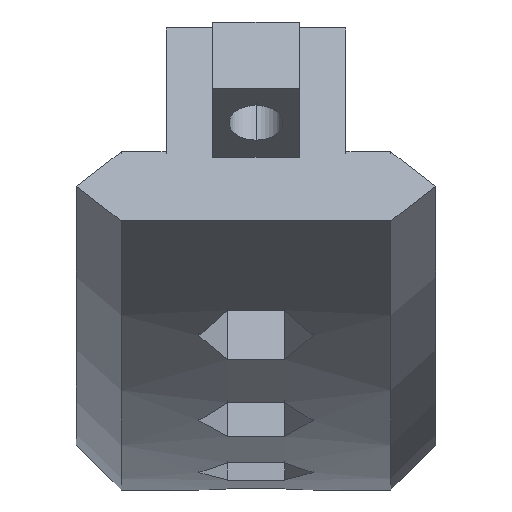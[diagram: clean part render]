
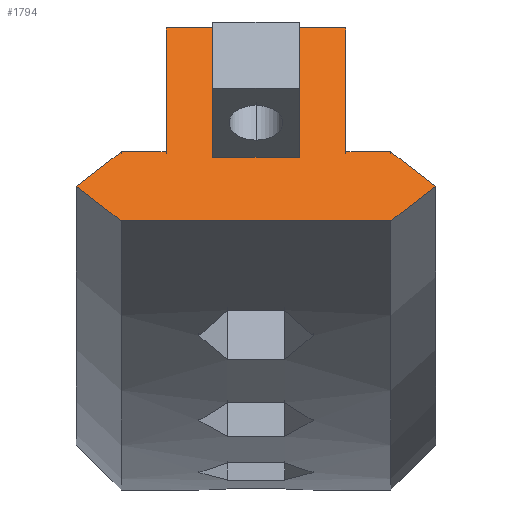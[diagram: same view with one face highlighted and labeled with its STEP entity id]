
A CAD part, left-side view. The second image highlights one B-rep face of the part: STEP entity #1794.
In plain terms, the highlighted planar face has unit normal (-0.766, 0, 0.643).
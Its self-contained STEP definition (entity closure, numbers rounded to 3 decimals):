
#44 = FACE_BOUND ( 'NONE', #2217, .T. ) ;
#56 = VECTOR ( 'NONE', #2606, 1000. ) ;
#61 = ORIENTED_EDGE ( 'NONE', *, *, #3010, .F. ) ;
#90 = CARTESIAN_POINT ( 'NONE',  ( -38.182, -2.4, -45.503 ) ) ;
#92 = DIRECTION ( 'NONE',  ( -0.643, 0., -0.766 ) ) ;
#122 = ORIENTED_EDGE ( 'NONE', *, *, #862, .F. ) ;
#172 = EDGE_LOOP ( 'NONE', ( #2830, #2291, #1300, #2564, #1001, #1359, #2785, #61, #122, #1960 ) ) ;
#192 = EDGE_CURVE ( 'NONE', #733, #1470, #1701, .T. ) ;
#203 = AXIS2_PLACEMENT_3D ( 'NONE', #1033, #1828, #2086 ) ;
#205 = DIRECTION ( 'NONE',  ( 0., -1., 0. ) ) ;
#235 = VECTOR ( 'NONE', #1119, 1000. ) ;
#262 = EDGE_CURVE ( 'NONE', #3514, #2029, #3403, .T. ) ;
#378 = LINE ( 'NONE', #2608, #2841 ) ;
#438 = DIRECTION ( 'NONE',  ( 0.643, 0., 0.766 ) ) ;
#455 = ORIENTED_EDGE ( 'NONE', *, *, #1570, .F. ) ;
#502 = EDGE_CURVE ( 'NONE', #3537, #3514, #3329, .T. ) ;
#534 = CARTESIAN_POINT ( 'NONE',  ( -39.531, 10., -47.112 ) ) ;
#551 = CARTESIAN_POINT ( 'NONE',  ( -41.138, -7.5, -49.027 ) ) ;
#692 = CARTESIAN_POINT ( 'NONE',  ( -32.139, -5., -38.302 ) ) ;
#699 = LINE ( 'NONE', #1873, #3392 ) ;
#709 = VERTEX_POINT ( 'NONE', #2446 ) ;
#723 = VERTEX_POINT ( 'NONE', #2466 ) ;
#733 = VERTEX_POINT ( 'NONE', #534 ) ;
#774 = VERTEX_POINT ( 'NONE', #806 ) ;
#798 = VECTOR ( 'NONE', #92, 1000. ) ;
#806 = CARTESIAN_POINT ( 'NONE',  ( -32.139, -5., -38.302 ) ) ;
#846 = CARTESIAN_POINT ( 'NONE',  ( -39.531, -10., -47.112 ) ) ;
#861 = VECTOR ( 'NONE', #2731, 1000. ) ;
#862 = EDGE_CURVE ( 'NONE', #774, #3468, #1846, .T. ) ;
#879 = CARTESIAN_POINT ( 'NONE',  ( -37.924, 5., -45.197 ) ) ;
#894 = ORIENTED_EDGE ( 'NONE', *, *, #2825, .F. ) ;
#901 = EDGE_CURVE ( 'NONE', #3263, #2899, #3171, .T. ) ;
#938 = LINE ( 'NONE', #3521, #798 ) ;
#952 = VECTOR ( 'NONE', #438, 1000. ) ;
#982 = DIRECTION ( 'NONE',  ( 0., -1., 0. ) ) ;
#998 = LINE ( 'NONE', #3441, #1684 ) ;
#999 = DIRECTION ( 'NONE',  ( -0.643, 0., -0.766 ) ) ;
#1001 = ORIENTED_EDGE ( 'NONE', *, *, #262, .F. ) ;
#1016 = VECTOR ( 'NONE', #2972, 1000. ) ;
#1033 = CARTESIAN_POINT ( 'NONE',  ( 0., 0., 0. ) ) ;
#1074 = LINE ( 'NONE', #2253, #1598 ) ;
#1082 = LINE ( 'NONE', #2454, #861 ) ;
#1096 = CARTESIAN_POINT ( 'NONE',  ( -37.924, -7.5, -45.197 ) ) ;
#1119 = DIRECTION ( 'NONE',  ( 0.455, -0.707, 0.542 ) ) ;
#1151 = FACE_OUTER_BOUND ( 'NONE', #172, .T. ) ;
#1165 = EDGE_CURVE ( 'NONE', #3226, #709, #2009, .T. ) ;
#1238 = CARTESIAN_POINT ( 'NONE',  ( -41.138, -7.5, -49.027 ) ) ;
#1300 = ORIENTED_EDGE ( 'NONE', *, *, #192, .F. ) ;
#1359 = ORIENTED_EDGE ( 'NONE', *, *, #502, .F. ) ;
#1470 = VERTEX_POINT ( 'NONE', #3034 ) ;
#1498 = DIRECTION ( 'NONE',  ( 0.643, 0., 0.766 ) ) ;
#1530 = EDGE_CURVE ( 'NONE', #723, #3226, #1082, .T. ) ;
#1570 = EDGE_CURVE ( 'NONE', #2119, #723, #938, .T. ) ;
#1585 = LINE ( 'NONE', #3477, #2903 ) ;
#1598 = VECTOR ( 'NONE', #3359, 1000. ) ;
#1648 = CARTESIAN_POINT ( 'NONE',  ( -32.139, 5., -38.302 ) ) ;
#1684 = VECTOR ( 'NONE', #2063, 1000. ) ;
#1687 = DIRECTION ( 'NONE',  ( 0., -1., 0. ) ) ;
#1701 = LINE ( 'NONE', #2010, #235 ) ;
#1794 = ADVANCED_FACE ( 'NONE', ( #1151, #44 ), #2315, .F. ) ;
#1822 = VECTOR ( 'NONE', #1498, 1000. ) ;
#1828 = DIRECTION ( 'NONE',  ( 0.766, 0., -0.643 ) ) ;
#1846 = LINE ( 'NONE', #692, #2348 ) ;
#1872 = ORIENTED_EDGE ( 'NONE', *, *, #1165, .F. ) ;
#1873 = CARTESIAN_POINT ( 'NONE',  ( -35.096, -2.4, -41.826 ) ) ;
#1960 = ORIENTED_EDGE ( 'NONE', *, *, #2163, .F. ) ;
#2009 = LINE ( 'NONE', #90, #1822 ) ;
#2010 = CARTESIAN_POINT ( 'NONE',  ( -39.531, 10., -47.112 ) ) ;
#2011 = CARTESIAN_POINT ( 'NONE',  ( -41.138, 7.5, -49.027 ) ) ;
#2029 = VERTEX_POINT ( 'NONE', #2011 ) ;
#2063 = DIRECTION ( 'NONE',  ( -0.455, -0.707, -0.542 ) ) ;
#2086 = DIRECTION ( 'NONE',  ( -0.643, 0., -0.766 ) ) ;
#2119 = VERTEX_POINT ( 'NONE', #2727 ) ;
#2131 = CARTESIAN_POINT ( 'NONE',  ( -37.924, 5., -45.197 ) ) ;
#2163 = EDGE_CURVE ( 'NONE', #2899, #774, #1585, .T. ) ;
#2217 = EDGE_LOOP ( 'NONE', ( #894, #1872, #2752, #455 ) ) ;
#2253 = CARTESIAN_POINT ( 'NONE',  ( -41.138, 7.5, -49.027 ) ) ;
#2254 = CARTESIAN_POINT ( 'NONE',  ( -39.531, -10., -47.112 ) ) ;
#2291 = ORIENTED_EDGE ( 'NONE', *, *, #3082, .F. ) ;
#2315 = PLANE ( 'NONE',  #203 ) ;
#2348 = VECTOR ( 'NONE', #999, 1000. ) ;
#2446 = CARTESIAN_POINT ( 'NONE',  ( -35.096, -2.4, -41.826 ) ) ;
#2454 = CARTESIAN_POINT ( 'NONE',  ( -38.182, -2.4, -45.503 ) ) ;
#2466 = CARTESIAN_POINT ( 'NONE',  ( -38.182, 2.4, -45.503 ) ) ;
#2516 = EDGE_CURVE ( 'NONE', #2029, #733, #1074, .T. ) ;
#2564 = ORIENTED_EDGE ( 'NONE', *, *, #2516, .F. ) ;
#2606 = DIRECTION ( 'NONE',  ( 0., 1., 0. ) ) ;
#2608 = CARTESIAN_POINT ( 'NONE',  ( -37.924, 7.5, -45.197 ) ) ;
#2612 = VECTOR ( 'NONE', #1687, 1000. ) ;
#2727 = CARTESIAN_POINT ( 'NONE',  ( -35.096, 2.4, -41.826 ) ) ;
#2731 = DIRECTION ( 'NONE',  ( 0., -1., 0. ) ) ;
#2752 = ORIENTED_EDGE ( 'NONE', *, *, #1530, .F. ) ;
#2785 = ORIENTED_EDGE ( 'NONE', *, *, #3083, .F. ) ;
#2825 = EDGE_CURVE ( 'NONE', #709, #2119, #699, .T. ) ;
#2830 = ORIENTED_EDGE ( 'NONE', *, *, #901, .F. ) ;
#2841 = VECTOR ( 'NONE', #982, 1000. ) ;
#2899 = VERTEX_POINT ( 'NONE', #1648 ) ;
#2903 = VECTOR ( 'NONE', #205, 1000. ) ;
#2972 = DIRECTION ( 'NONE',  ( -0.455, 0.707, -0.542 ) ) ;
#2980 = DIRECTION ( 'NONE',  ( 0., 1., 0. ) ) ;
#3010 = EDGE_CURVE ( 'NONE', #3468, #3232, #3320, .T. ) ;
#3034 = CARTESIAN_POINT ( 'NONE',  ( -37.924, 7.5, -45.197 ) ) ;
#3072 = CARTESIAN_POINT ( 'NONE',  ( -37.924, -5., -45.197 ) ) ;
#3082 = EDGE_CURVE ( 'NONE', #1470, #3263, #378, .T. ) ;
#3083 = EDGE_CURVE ( 'NONE', #3232, #3537, #998, .T. ) ;
#3171 = LINE ( 'NONE', #2131, #952 ) ;
#3226 = VERTEX_POINT ( 'NONE', #3345 ) ;
#3232 = VERTEX_POINT ( 'NONE', #1096 ) ;
#3263 = VERTEX_POINT ( 'NONE', #879 ) ;
#3273 = CARTESIAN_POINT ( 'NONE',  ( -37.924, -5., -45.197 ) ) ;
#3320 = LINE ( 'NONE', #3072, #2612 ) ;
#3329 = LINE ( 'NONE', #846, #1016 ) ;
#3345 = CARTESIAN_POINT ( 'NONE',  ( -38.182, -2.4, -45.503 ) ) ;
#3359 = DIRECTION ( 'NONE',  ( 0.455, 0.707, 0.542 ) ) ;
#3392 = VECTOR ( 'NONE', #2980, 1000. ) ;
#3403 = LINE ( 'NONE', #1238, #56 ) ;
#3441 = CARTESIAN_POINT ( 'NONE',  ( -37.924, -7.5, -45.197 ) ) ;
#3468 = VERTEX_POINT ( 'NONE', #3273 ) ;
#3477 = CARTESIAN_POINT ( 'NONE',  ( -32.139, 5., -38.302 ) ) ;
#3514 = VERTEX_POINT ( 'NONE', #551 ) ;
#3521 = CARTESIAN_POINT ( 'NONE',  ( -38.182, 2.4, -45.503 ) ) ;
#3537 = VERTEX_POINT ( 'NONE', #2254 ) ;
